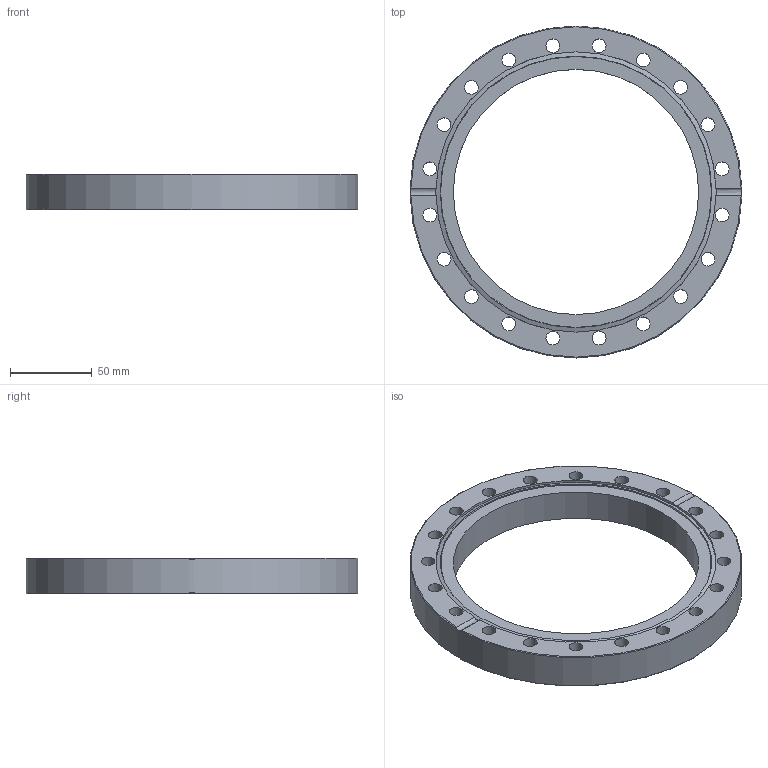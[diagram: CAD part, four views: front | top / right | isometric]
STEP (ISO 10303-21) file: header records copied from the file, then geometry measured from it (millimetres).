
FILE_DESCRIPTION((''),'2;1');
FILE_NAME('F150D150LNS.stp','2009-03-13T09:38:33',('hasers'),(''),'Autodesk Inventor 2008','Autodesk Inventor 2008','');
FILE_SCHEMA(('AUTOMOTIVE_DESIGN { 1 0 10303 214 1 1 1 1 }'));
Length unit declared in the file: millimetre
Products named in the file (2): F150D150LNS; CF-07 [Keywords [Summary]=1.4429][Company [Summary]=Vacom][Title [Summary]=F150D150]
Assembly tree (1 placements, depth 2):
  F150D150LNS
    CF-07 [Keywords [Summary]=1.4429][Company [Summary]=Vacom][Title [Summary]=F150D150]
Bounding box: 203 x 203 x 22 mm (x, y, z)
Volume: 286035.8 mm3; surface area: 64090.5 mm2
Topology: 1 solids, 1 shells, 42 faces, 134 edges, 94 vertices
Faces by surface type: bspline 22, cylinder 6, plane 6, torus 4, cone 4
Full cylindrical faces by diameter (mm): 150 x1, 171.4 x2, 203 x1
Entity records: 1811 total; most frequent: CARTESIAN_POINT 804, DIRECTION 174, ORIENTED_EDGE 168, EDGE_LOOP 112, EDGE_CURVE 84, AXIS2_PLACEMENT_3D 83, VERTEX_POINT 72, FACE_BOUND 70
